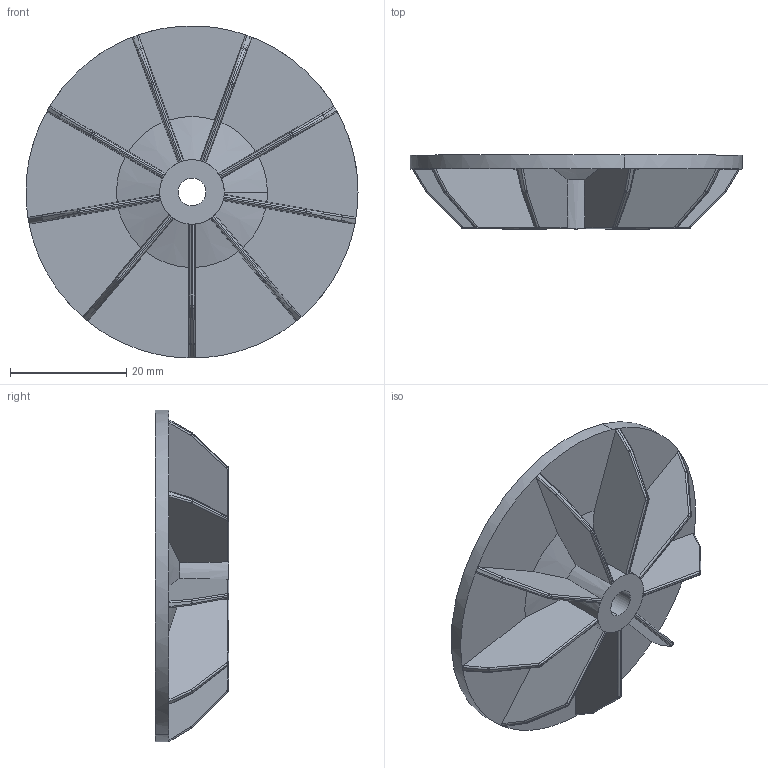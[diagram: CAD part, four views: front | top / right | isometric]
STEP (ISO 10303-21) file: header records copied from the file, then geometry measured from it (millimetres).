
FILE_DESCRIPTION(('produced by SPATIAL CORP'),'2;1');
FILE_NAME('Part30.hh.sat.stp', '2002-04-22T11:44:43+00:00',('SPATIAL CORP'),('SPATIAL CORP'), 'ACIS STEP Husk','http://www.spatial.com','SPATIAL CORP');
FILE_SCHEMA(('CONFIG_CONTROL_DESIGN'));
Length unit declared in the file: millimetre
Products named in the file (1): PRODUCT_ID_1
Bounding box: 57.14 x 12.7 x 57.14 mm (x, y, z)
Volume: 8509.9 mm3; surface area: 9327 mm2
Topology: 1 solids, 1 shells, 180 faces, 454 edges, 278 vertices
Faces by surface type: cylinder 88, plane 40, bspline 39, cone 13
Entity records: 16757 total; most frequent: CARTESIAN_POINT 12940, ORIENTED_EDGE 908, DIRECTION 581, EDGE_CURVE 454, VERTEX_POINT 278, AXIS2_PLACEMENT_3D 204, EDGE_LOOP 184, FACE_BOUND 184
